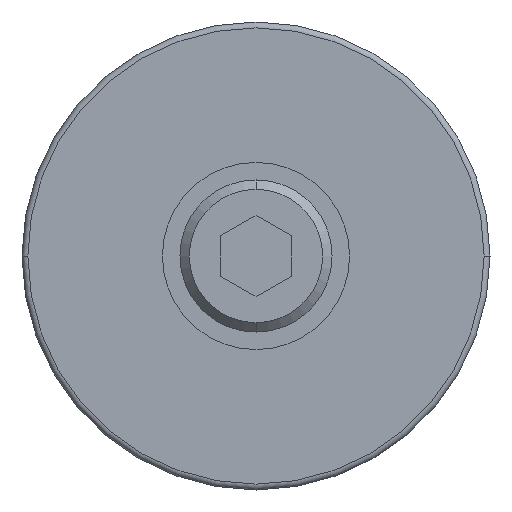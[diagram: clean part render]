
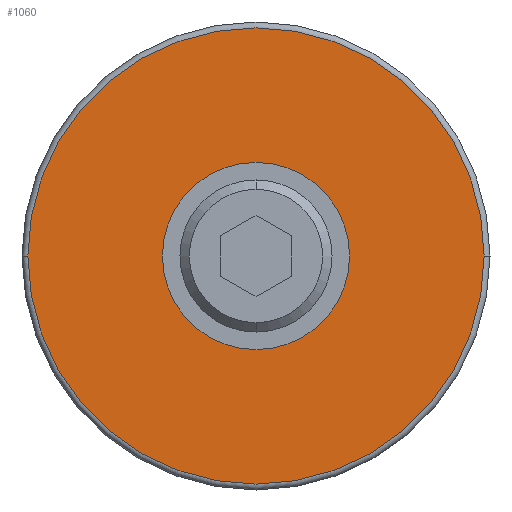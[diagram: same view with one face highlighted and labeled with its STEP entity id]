
A CAD part, front view. The second image highlights one B-rep face of the part: STEP entity #1060.
In plain terms, the highlighted face is planar.
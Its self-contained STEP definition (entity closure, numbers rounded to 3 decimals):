
#710=CARTESIAN_POINT('',(14.18,0.,-80.));
#720=DIRECTION('',(0.,0.,-1.));
#730=DIRECTION('',(0.,1.,0.));
#740=AXIS2_PLACEMENT_3D('',#710,#720,#730);
#750=PLANE('',#740);
#760=CARTESIAN_POINT('',(0.,0.,-80.)
);
#770=DIRECTION('',(0.,0.,-1.));
#780=DIRECTION('',(-1.,0.,0.));
#790=AXIS2_PLACEMENT_3D('',#760,#770,#780);
#800=CIRCLE('',#790,19.5);
#810=CARTESIAN_POINT('',(-19.5,0.,-80.));
#820=VERTEX_POINT('',#810);
#830=CARTESIAN_POINT('',(19.5,0.,-80.));
#840=VERTEX_POINT('',#830);
#850=EDGE_CURVE('',#820,#840,#800,.T.);
#860=ORIENTED_EDGE('',*,*,#850,.T.);
#870=EDGE_CURVE('',#840,#820,#800,.T.);
#880=ORIENTED_EDGE('',*,*,#870,.T.);
#890=EDGE_LOOP('',(#880,#860));
#900=FACE_OUTER_BOUND('',#890,.T.);
#910=CARTESIAN_POINT('',(0.,0.,-80.)
);
#920=DIRECTION('',(0.,0.,-1.));
#930=DIRECTION('',(1.,0.,0.));
#940=AXIS2_PLACEMENT_3D('',#910,#920,#930);
#950=CIRCLE('',#940,8.);
#960=CARTESIAN_POINT('',(8.,0.,-80.));
#970=VERTEX_POINT('',#960);
#980=CARTESIAN_POINT('',(-8.,0.,-80.));
#990=VERTEX_POINT('',#980);
#1000=EDGE_CURVE('',#970,#990,#950,.T.);
#1010=ORIENTED_EDGE('',*,*,#1000,.F.);
#1020=EDGE_CURVE('',#990,#970,#950,.T.);
#1030=ORIENTED_EDGE('',*,*,#1020,.F.);
#1040=EDGE_LOOP('',(#1030,#1010));
#1050=FACE_BOUND('',#1040,.T.);
#1060=ADVANCED_FACE('',(#900,#1050),#750,.T.);
